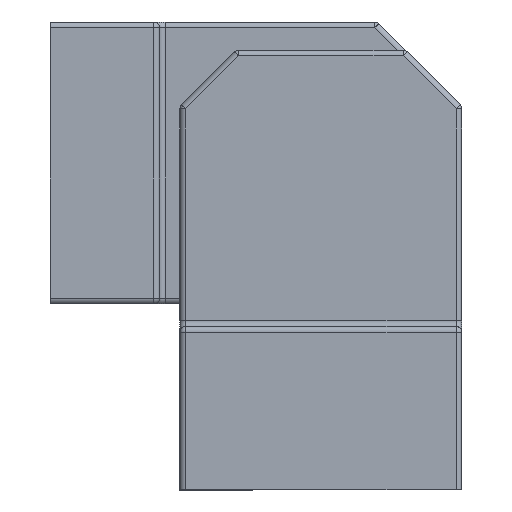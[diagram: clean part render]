
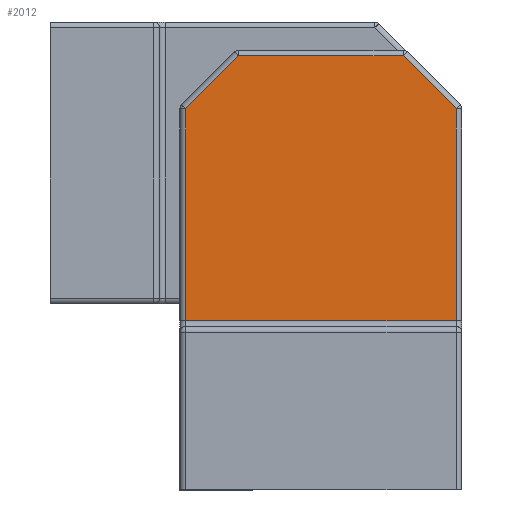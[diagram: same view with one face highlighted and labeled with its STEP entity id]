
A CAD part, left-side view. The second image highlights one B-rep face of the part: STEP entity #2012.
In plain terms, the highlighted planar face has unit normal (-1, 0, 0).
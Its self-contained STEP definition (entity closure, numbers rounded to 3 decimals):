
#110=PLANE('',#2232);
#166=LINE('',#3345,#278);
#170=LINE('',#3351,#282);
#178=LINE('',#3363,#290);
#181=LINE('',#3367,#293);
#186=LINE('',#3375,#298);
#188=LINE('',#3378,#300);
#278=VECTOR('',#2626,18.793);
#282=VECTOR('',#2634,6.657);
#290=VECTOR('',#2650,14.586);
#293=VECTOR('',#2655,24.);
#298=VECTOR('',#2666,6.657);
#300=VECTOR('',#2670,18.793);
#491=FACE_OUTER_BOUND('',#649,.T.);
#649=EDGE_LOOP('',(#1597,#1598,#1599,#1600,#1601,#1602));
#969=VERTEX_POINT('',#3213);
#992=VERTEX_POINT('',#3276);
#993=VERTEX_POINT('',#3283);
#1004=VERTEX_POINT('',#3313);
#1007=VERTEX_POINT('',#3324);
#1013=VERTEX_POINT('',#3338);
#1202=EDGE_CURVE('',#1013,#1004,#166,.T.);
#1206=EDGE_CURVE('',#1007,#1013,#170,.T.);
#1214=EDGE_CURVE('',#993,#1007,#178,.T.);
#1217=EDGE_CURVE('',#1004,#992,#181,.T.);
#1222=EDGE_CURVE('',#969,#993,#186,.T.);
#1224=EDGE_CURVE('',#992,#969,#188,.T.);
#1597=ORIENTED_EDGE('',*,*,#1202,.F.);
#1598=ORIENTED_EDGE('',*,*,#1206,.F.);
#1599=ORIENTED_EDGE('',*,*,#1214,.F.);
#1600=ORIENTED_EDGE('',*,*,#1222,.F.);
#1601=ORIENTED_EDGE('',*,*,#1224,.F.);
#1602=ORIENTED_EDGE('',*,*,#1217,.F.);
#2012=ADVANCED_FACE('',(#491),#110,.T.);
#2232=AXIS2_PLACEMENT_3D('',#3417,#2718,#2719);
#2626=DIRECTION('',(0.,0.,-1.));
#2634=DIRECTION('',(0.,-0.707,-0.707));
#2650=DIRECTION('',(0.,-1.,0.));
#2655=DIRECTION('',(0.,1.,0.));
#2666=DIRECTION('',(0.,-0.707,0.707));
#2670=DIRECTION('',(0.,0.,1.));
#2718=DIRECTION('center_axis',(-1.,0.,0.));
#2719=DIRECTION('ref_axis',(0.,0.,1.));
#3213=CARTESIAN_POINT('',(-41.5,12.,33.793));
#3276=CARTESIAN_POINT('',(-41.5,12.,15.));
#3283=CARTESIAN_POINT('',(-41.5,7.293,38.5));
#3313=CARTESIAN_POINT('',(-41.5,-12.,15.));
#3324=CARTESIAN_POINT('',(-41.5,-7.293,38.5));
#3338=CARTESIAN_POINT('',(-41.5,-12.,33.793));
#3345=CARTESIAN_POINT('',(-41.5,-12.,12.934));
#3351=CARTESIAN_POINT('',(-41.5,-8.554,37.239));
#3363=CARTESIAN_POINT('',(-41.5,3.75,38.5));
#3367=CARTESIAN_POINT('',(-41.5,0.,15.));
#3375=CARTESIAN_POINT('',(-41.5,11.054,34.739));
#3378=CARTESIAN_POINT('',(-41.5,12.,12.934));
#3417=CARTESIAN_POINT('Origin',(-41.5,0.,25.868));
